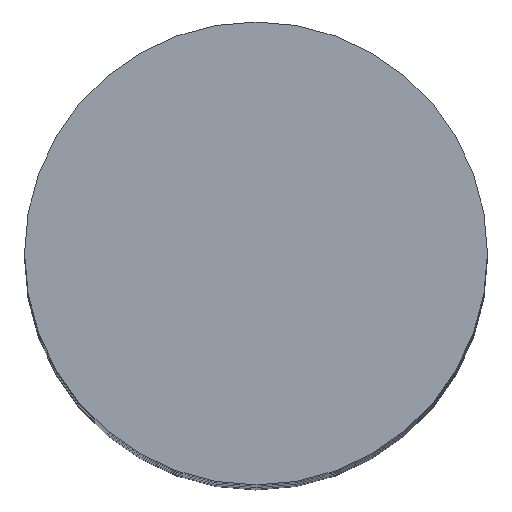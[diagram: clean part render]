
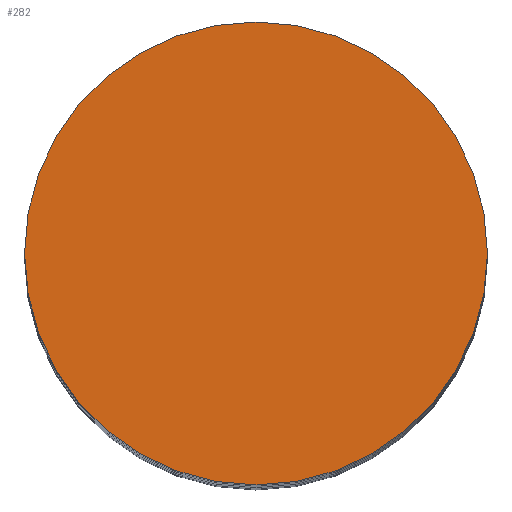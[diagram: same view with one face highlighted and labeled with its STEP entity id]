
A CAD part, top view. The second image highlights one B-rep face of the part: STEP entity #282.
In plain terms, the highlighted planar face has unit normal (0, 0, 1).
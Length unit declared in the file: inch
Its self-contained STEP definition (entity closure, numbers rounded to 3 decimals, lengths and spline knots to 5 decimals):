
#10 = DIRECTION ( 'NONE',  ( 1., 0., 0. ) ) ;
#64 = CARTESIAN_POINT ( 'NONE',  ( 0.21875, 0., 0. ) ) ;
#66 = CIRCLE ( 'NONE', #435, 0.21875 ) ;
#109 = ORIENTED_EDGE ( 'NONE', *, *, #421, .T. ) ;
#157 = CARTESIAN_POINT ( 'NONE',  ( 0., 0., 0. ) ) ;
#195 = AXIS2_PLACEMENT_3D ( 'NONE', #214, #409, #400 ) ;
#204 = VERTEX_POINT ( 'NONE', #315 ) ;
#205 = PLANE ( 'NONE',  #195 ) ;
#214 = CARTESIAN_POINT ( 'NONE',  ( 0., 0.21875, 0. ) ) ;
#260 = FACE_OUTER_BOUND ( 'NONE', #651, .T. ) ;
#282 = ADVANCED_FACE ( 'NONE', ( #260 ), #205, .T. ) ;
#315 = CARTESIAN_POINT ( 'NONE',  ( -0.21875, 0., 0. ) ) ;
#326 = EDGE_CURVE ( 'NONE', #204, #359, #647, .T. ) ;
#343 = AXIS2_PLACEMENT_3D ( 'NONE', #157, #567, #10 ) ;
#359 = VERTEX_POINT ( 'NONE', #64 ) ;
#400 = DIRECTION ( 'NONE',  ( -1., 0., 0. ) ) ;
#409 = DIRECTION ( 'NONE',  ( 0., 0., 1. ) ) ;
#410 = ORIENTED_EDGE ( 'NONE', *, *, #326, .T. ) ;
#421 = EDGE_CURVE ( 'NONE', #359, #204, #66, .T. ) ;
#435 = AXIS2_PLACEMENT_3D ( 'NONE', #579, #652, #486 ) ;
#486 = DIRECTION ( 'NONE',  ( 1., 0., 0. ) ) ;
#567 = DIRECTION ( 'NONE',  ( 0., 0., 1. ) ) ;
#579 = CARTESIAN_POINT ( 'NONE',  ( 0., 0., 0. ) ) ;
#647 = CIRCLE ( 'NONE', #343, 0.21875 ) ;
#651 = EDGE_LOOP ( 'NONE', ( #109, #410 ) ) ;
#652 = DIRECTION ( 'NONE',  ( 0., 0., 1. ) ) ;
